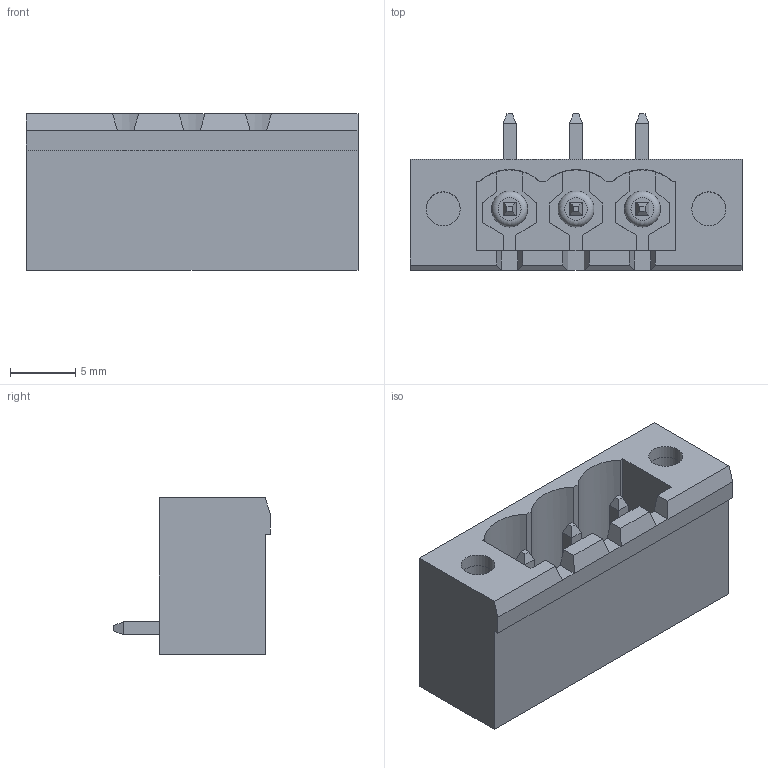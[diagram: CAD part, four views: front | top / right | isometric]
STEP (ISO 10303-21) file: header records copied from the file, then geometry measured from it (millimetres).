
FILE_DESCRIPTION( ( 'Unknown' ), '1' );
FILE_NAME( '691317510003.stp', 'Unknown', ( 'Unknown' ), ( 'Unknown' ), 'PSStep 19.0.9', 'Unknown', ' ' );
FILE_SCHEMA( ( 'AUTOMOTIVE_DESIGN { 1 0 10303 214 1 1 1 1 }' ) );
Length unit declared in the file: millimetre
Products named in the file (4): Assem1; 6913175100xx_PIN; 6913175100xx_INSERT; 691317510003
Assembly tree (6 placements, depth 2):
  Assem1
    6913175100xx_PIN  x3
    6913175100xx_INSERT  x2
    691317510003
Bounding box: 25.4 x 12 x 12 mm (x, y, z)
Volume: 1207.2 mm3; surface area: 3213.5 mm2
Topology: 6 solids, 6 shells, 229 faces, 598 edges, 389 vertices
Faces by surface type: plane 209, cylinder 13, torus 7
Full cylindrical faces by diameter (mm): 2.6 x4, 2.75 x3
Entity records: 7355 total; most frequent: CARTESIAN_POINT 1243, ORIENTED_EDGE 960, DIRECTION 879, EDGE_CURVE 480, LINE 437, VECTOR 437, VERTEX_POINT 321, AXIS2_PLACEMENT_3D 221
